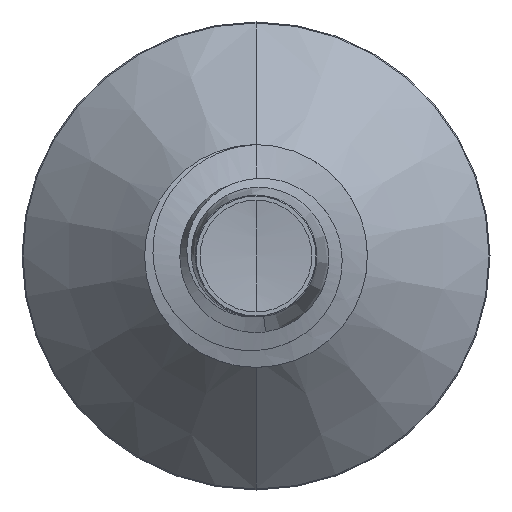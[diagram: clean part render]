
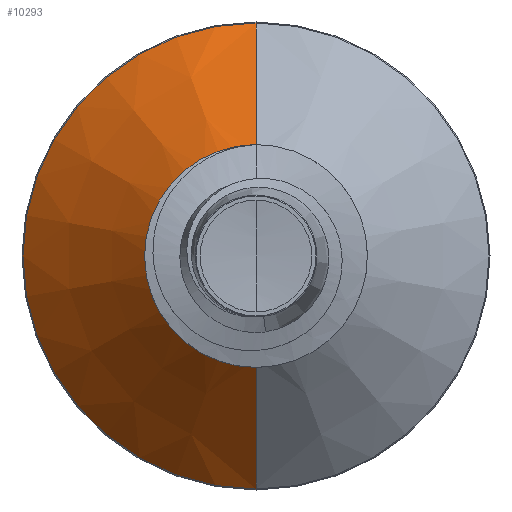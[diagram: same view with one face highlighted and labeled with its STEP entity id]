
A CAD part, front view. The second image highlights one B-rep face of the part: STEP entity #10293.
In plain terms, the highlighted conical face has half-angle 45 degrees and reference radius 1.857 mm.
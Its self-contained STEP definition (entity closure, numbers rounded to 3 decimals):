
#7 = DIRECTION ( 'NONE',  ( 0., 0., 1. ) ) ;
#83 = DIRECTION ( 'NONE',  ( 0., 1., 0. ) ) ;
#140 = ORIENTED_EDGE ( 'NONE', *, *, #9157, .T. ) ;
#149 = CARTESIAN_POINT ( 'NONE',  ( 0., 2.957, 0. ) ) ;
#741 = DIRECTION ( 'NONE',  ( 0., 0., 1. ) ) ;
#755 = ORIENTED_EDGE ( 'NONE', *, *, #8985, .F. ) ;
#756 = DIRECTION ( 'NONE',  ( 0., 1., 0. ) ) ;
#779 = CARTESIAN_POINT ( 'NONE',  ( 0., 2.957, 0. ) ) ;
#1014 = CIRCLE ( 'NONE', #1998, 1.857 ) ;
#1520 = DIRECTION ( 'NONE',  ( 0., 0.707, 0.707 ) ) ;
#1722 = CARTESIAN_POINT ( 'NONE',  ( 0., 5.282, -4.182 ) ) ;
#1998 = AXIS2_PLACEMENT_3D ( 'NONE', #779, #756, #741 ) ;
#2462 = AXIS2_PLACEMENT_3D ( 'NONE', #6838, #6811, #6802 ) ;
#2533 = CARTESIAN_POINT ( 'NONE',  ( 0., 2.957, -1.857 ) ) ;
#3675 = VERTEX_POINT ( 'NONE', #1722 ) ;
#4930 = ORIENTED_EDGE ( 'NONE', *, *, #9123, .T. ) ;
#5038 = CARTESIAN_POINT ( 'NONE',  ( 0., 2.957, 1.857 ) ) ;
#5598 = VERTEX_POINT ( 'NONE', #7807 ) ;
#5736 = DIRECTION ( 'NONE',  ( 0., 0.707, -0.707 ) ) ;
#5757 = CARTESIAN_POINT ( 'NONE',  ( 0., 2.957, -1.857 ) ) ;
#6236 = CIRCLE ( 'NONE', #2462, 4.182 ) ;
#6298 = CARTESIAN_POINT ( 'NONE',  ( 0., 2.957, 1.857 ) ) ;
#6613 = EDGE_LOOP ( 'NONE', ( #6970, #140, #4930, #755 ) ) ;
#6636 = LINE ( 'NONE', #6298, #9572 ) ;
#6802 = DIRECTION ( 'NONE',  ( 0., 0., 1. ) ) ;
#6811 = DIRECTION ( 'NONE',  ( 0., 1., 0. ) ) ;
#6838 = CARTESIAN_POINT ( 'NONE',  ( 0., 5.282, 0. ) ) ;
#6970 = ORIENTED_EDGE ( 'NONE', *, *, #8797, .F. ) ;
#7807 = CARTESIAN_POINT ( 'NONE',  ( 0., 5.282, 4.182 ) ) ;
#8797 = EDGE_CURVE ( 'NONE', #9618, #3675, #8877, .T. ) ;
#8877 = LINE ( 'NONE', #5757, #10269 ) ;
#8985 = EDGE_CURVE ( 'NONE', #3675, #5598, #6236, .T. ) ;
#9060 = VERTEX_POINT ( 'NONE', #5038 ) ;
#9123 = EDGE_CURVE ( 'NONE', #9060, #5598, #6636, .T. ) ;
#9157 = EDGE_CURVE ( 'NONE', #9618, #9060, #1014, .T. ) ;
#9572 = VECTOR ( 'NONE', #1520, 1000. ) ;
#9618 = VERTEX_POINT ( 'NONE', #2533 ) ;
#10104 = AXIS2_PLACEMENT_3D ( 'NONE', #149, #83, #7 ) ;
#10244 = CONICAL_SURFACE ( 'NONE', #10104, 1.857, 0.785 ) ;
#10269 = VECTOR ( 'NONE', #5736, 1000. ) ;
#10293 = ADVANCED_FACE ( 'NONE', ( #10375 ), #10244, .T. ) ;
#10375 = FACE_OUTER_BOUND ( 'NONE', #6613, .T. ) ;
